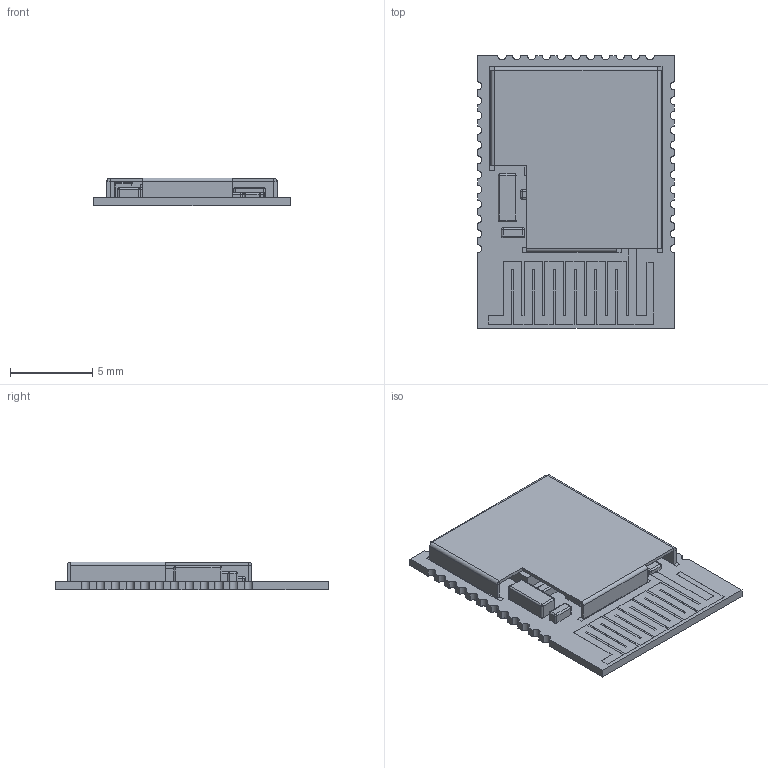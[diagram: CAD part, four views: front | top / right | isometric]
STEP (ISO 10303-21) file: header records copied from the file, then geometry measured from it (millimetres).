
FILE_DESCRIPTION(/* description */ ('Unknown'),/* implementation_level */ '2;1');
FILE_NAME(/* name */ '2620011024000',/* time_stamp */ '2024-07-05T13:31:16+02:00',/* author */ ('Unknown'),/* organization */ ('Unknown'),/* preprocessor_version */ 'ST-DEVELOPER v19.4',/* originating_system */ 'Solid Edge',/* authorisation */ 'Unknown');
FILE_SCHEMA (('AUTOMOTIVE_DESIGN {1 0 10303 214 3 1 1}'));
Length unit declared in the file: millimetre
Products named in the file (12): 2620011024000; 600-20125-01_REV2_1; TP24X40; FBGA_4_5X4_5X0_8_TBD_62BALL; CAPC1005_IS0402Q; L0603; 0201; XTALS4_2M0X1M6; CYPRESS_LOGO; 213043_SHIELD_COVER; SHIELD_SOLDERING_PAD; ANTENNA_TRACE
Assembly tree (65 placements, depth 2):
  2620011024000
    600-20125-01_REV2_1
    TP24X40  x35
    FBGA_4_5X4_5X0_8_TBD_62BALL
    CAPC1005_IS0402Q  x4
    L0603
    0201  x18
    XTALS4_2M0X1M6
    CYPRESS_LOGO
    213043_SHIELD_COVER
    SHIELD_SOLDERING_PAD
    ANTENNA_TRACE
Bounding box: 12 x 16.61 x 1.7 mm (x, y, z)
Volume: 152.8 mm3; surface area: 956.8 mm2
Topology: 65 solids, 65 shells, 950 faces, 2141 edges, 1326 vertices
Faces by surface type: plane 580, cylinder 274, sphere 92, cone 4
Entity records: 11168 total; most frequent: CARTESIAN_POINT 1796, DIRECTION 1718, ORIENTED_EDGE 1618, EDGE_CURVE 809, LINE 622, VECTOR 622, AXIS2_PLACEMENT_3D 548, VERTEX_POINT 518
